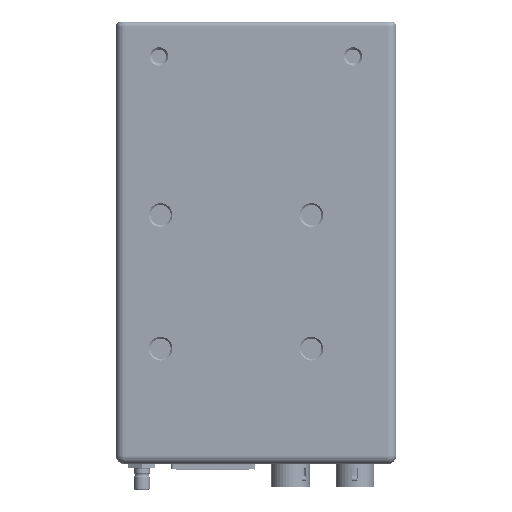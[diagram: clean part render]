
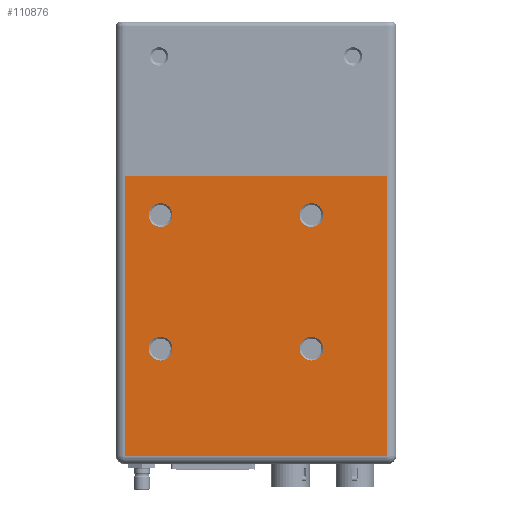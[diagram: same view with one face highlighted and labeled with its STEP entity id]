
A CAD part, left-side view. The second image highlights one B-rep face of the part: STEP entity #110876.
In plain terms, the highlighted planar face has unit normal (-1, 0, 0).
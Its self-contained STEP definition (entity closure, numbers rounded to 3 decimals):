
#2267=FACE_BOUND('',#15882,.T.);
#2268=FACE_BOUND('',#15883,.T.);
#2269=FACE_BOUND('',#15884,.T.);
#2270=FACE_BOUND('',#15885,.T.);
#4844=PLANE('',#119804);
#9151=FACE_OUTER_BOUND('',#15881,.T.);
#15881=EDGE_LOOP('',(#84832,#84833,#84834,#84835));
#15882=EDGE_LOOP('',(#84836));
#15883=EDGE_LOOP('',(#84837));
#15884=EDGE_LOOP('',(#84838));
#15885=EDGE_LOOP('',(#84839));
#21921=LINE('',#171185,#30328);
#25644=LINE('',#195843,#34051);
#25645=LINE('',#195845,#34052);
#25646=LINE('',#195846,#34053);
#30328=VECTOR('',#131575,10.);
#34051=VECTOR('',#142772,10.);
#34052=VECTOR('',#142773,10.);
#34053=VECTOR('',#142774,10.);
#39740=CIRCLE('',#119805,2.75);
#39741=CIRCLE('',#119806,2.75);
#39742=CIRCLE('',#119807,2.75);
#39743=CIRCLE('',#119808,2.75);
#45198=VERTEX_POINT('',#171182);
#45199=VERTEX_POINT('',#171184);
#48964=VERTEX_POINT('',#195842);
#48965=VERTEX_POINT('',#195844);
#48966=VERTEX_POINT('',#195847);
#48967=VERTEX_POINT('',#195849);
#48968=VERTEX_POINT('',#195851);
#48969=VERTEX_POINT('',#195853);
#56089=EDGE_CURVE('',#45198,#45199,#21921,.T.);
#61844=EDGE_CURVE('',#45199,#48964,#25644,.T.);
#61845=EDGE_CURVE('',#48965,#45198,#25645,.T.);
#61846=EDGE_CURVE('',#48964,#48965,#25646,.T.);
#61847=EDGE_CURVE('',#48966,#48966,#39740,.T.);
#61848=EDGE_CURVE('',#48967,#48967,#39741,.T.);
#61849=EDGE_CURVE('',#48968,#48968,#39742,.T.);
#61850=EDGE_CURVE('',#48969,#48969,#39743,.T.);
#84832=ORIENTED_EDGE('',*,*,#61844,.F.);
#84833=ORIENTED_EDGE('',*,*,#56089,.F.);
#84834=ORIENTED_EDGE('',*,*,#61845,.F.);
#84835=ORIENTED_EDGE('',*,*,#61846,.F.);
#84836=ORIENTED_EDGE('',*,*,#61847,.T.);
#84837=ORIENTED_EDGE('',*,*,#61848,.T.);
#84838=ORIENTED_EDGE('',*,*,#61849,.T.);
#84839=ORIENTED_EDGE('',*,*,#61850,.T.);
#110876=ADVANCED_FACE('',(#9151,#2267,#2268,#2269,#2270),#4844,.T.);
#119804=AXIS2_PLACEMENT_3D('',#195841,#142770,#142771);
#119805=AXIS2_PLACEMENT_3D('',#195848,#142775,#142776);
#119806=AXIS2_PLACEMENT_3D('',#195850,#142777,#142778);
#119807=AXIS2_PLACEMENT_3D('',#195852,#142779,#142780);
#119808=AXIS2_PLACEMENT_3D('',#195854,#142781,#142782);
#131575=DIRECTION('',(0.,-1.,0.));
#142770=DIRECTION('center_axis',(-1.,0.,0.));
#142771=DIRECTION('ref_axis',(0.,0.,1.));
#142772=DIRECTION('',(0.,0.,-1.));
#142773=DIRECTION('',(0.,0.,1.));
#142774=DIRECTION('',(0.,1.,0.));
#142775=DIRECTION('center_axis',(1.,0.,0.));
#142776=DIRECTION('ref_axis',(0.,1.,0.));
#142777=DIRECTION('center_axis',(1.,0.,0.));
#142778=DIRECTION('ref_axis',(0.,1.,0.));
#142779=DIRECTION('center_axis',(1.,0.,0.));
#142780=DIRECTION('ref_axis',(0.,1.,0.));
#142781=DIRECTION('center_axis',(1.,0.,0.));
#142782=DIRECTION('ref_axis',(0.,1.,0.));
#171182=CARTESIAN_POINT('',(-32.5,30.5,-2.4));
#171184=CARTESIAN_POINT('',(-32.5,-30.5,-2.4));
#171185=CARTESIAN_POINT('',(-32.5,-15.25,-2.4));
#195841=CARTESIAN_POINT('Origin',(-32.5,32.5,-5.1));
#195842=CARTESIAN_POINT('',(-32.5,-30.5,-67.3));
#195843=CARTESIAN_POINT('',(-32.5,-30.5,-5.1));
#195844=CARTESIAN_POINT('',(-32.5,30.5,-67.3));
#195845=CARTESIAN_POINT('',(-32.5,30.5,-5.1));
#195846=CARTESIAN_POINT('',(-32.5,16.25,-67.3));
#195847=CARTESIAN_POINT('',(-32.5,-15.6,-11.5));
#195848=CARTESIAN_POINT('Origin',(-32.5,-12.85,-11.5));
#195849=CARTESIAN_POINT('',(-32.5,19.4,-42.5));
#195850=CARTESIAN_POINT('Origin',(-32.5,22.15,-42.5));
#195851=CARTESIAN_POINT('',(-32.5,19.4,-11.5));
#195852=CARTESIAN_POINT('Origin',(-32.5,22.15,-11.5));
#195853=CARTESIAN_POINT('',(-32.5,-15.6,-42.5));
#195854=CARTESIAN_POINT('Origin',(-32.5,-12.85,-42.5));
